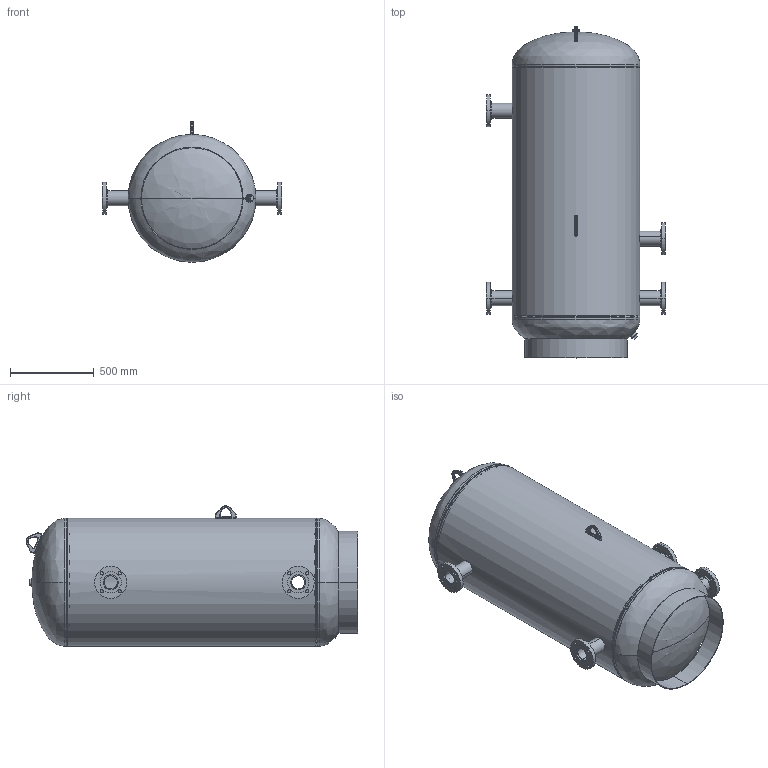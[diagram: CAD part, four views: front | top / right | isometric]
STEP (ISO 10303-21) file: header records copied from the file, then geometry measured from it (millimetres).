
FILE_DESCRIPTION (( 'STEP AP203' ), '1' );
FILE_NAME ('HBT-210-33.STEP', '2021-03-16T13:14:04', ( '' ), ( '' ), 'SwSTEP 2.0', 'SolidWorks 2021', '' );
FILE_SCHEMA (( 'CONFIG_CONTROL_DESIGN' ));
Length unit declared in the file: inch
Products named in the file (11): 9400542; 9500040; 9200190; 9500050; 99Q0512; 9301080_6.5; SORF FLANGES ASME B16.5_3 150# SA-105; HBT-210-33; PLUGS_9500150; 99B0806
Assembly tree (17 placements, depth 2):
  HBT-210-33
    99B0806
    9200190
    9200190
    9500040
    9500050
    9301080_6.5  x4
    SORF FLANGES ASME B16.5_3 150# SA-105  x4
    PLUGS_9500150
    9400542  x2
    99Q0512
Bounding box: 1066.8 x 1977.41 x 837.44 mm (x, y, z)
Volume: 21175070.8 mm3; surface area: 10992838.8 mm2
Topology: 17 solids, 17 shells, 345 faces, 800 edges, 494 vertices
Faces by surface type: cylinder 182, plane 71, torus 56, bspline 20, cone 16
Full cylindrical faces by diameter (mm): 755.65 x1, 762 x1
Entity records: 14346 total; most frequent: CARTESIAN_POINT 8213, DIRECTION 1062, ORIENTED_EDGE 952, EDGE_CURVE 476, AXIS2_PLACEMENT_3D 449, VERTEX_POINT 294, CIRCLE 244, EDGE_LOOP 238
